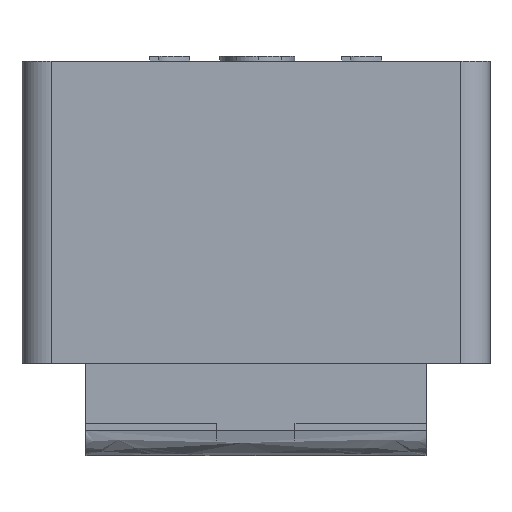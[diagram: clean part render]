
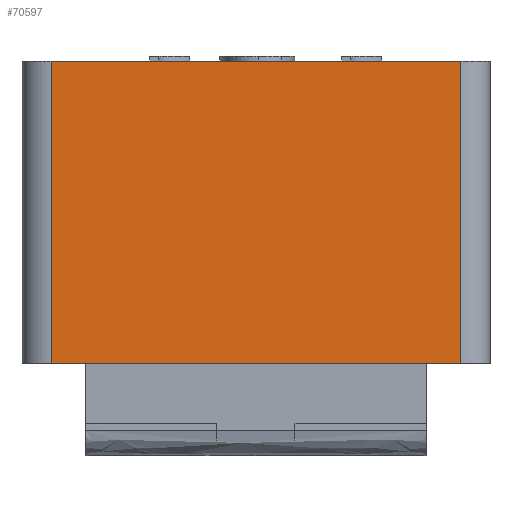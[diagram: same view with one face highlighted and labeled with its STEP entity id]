
A CAD part, left-side view. The second image highlights one B-rep face of the part: STEP entity #70597.
In plain terms, the highlighted free-form (B-spline) face has degree [1, 1] with [2, 2] control points.
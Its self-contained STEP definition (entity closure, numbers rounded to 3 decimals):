
#70255=CARTESIAN_POINT('',(-2.4,-2.1,0.05));
#70256=VERTEX_POINT('',#70255);
#70302=CARTESIAN_POINT('',(-2.4,2.1,0.05));
#70303=VERTEX_POINT('',#70302);
#70310=CARTESIAN_POINT('',(-2.4,2.1,0.05));
#70311=CARTESIAN_POINT('',(-2.4,-2.1,0.05));
#70312=B_SPLINE_CURVE_WITH_KNOTS('',1,(#70310,#70311),.POLYLINE_FORM.,.F.,.U.,(2,2),(0.063,0.938),.UNSPECIFIED.);
#70313=EDGE_CURVE('',#70303,#70256,#70312,.T.);
#70389=CARTESIAN_POINT('',(-2.4,-2.1,-3.05));
#70390=VERTEX_POINT('',#70389);
#70436=CARTESIAN_POINT('',(-2.4,2.1,-3.05));
#70437=VERTEX_POINT('',#70436);
#70444=CARTESIAN_POINT('',(-2.4,2.1,-3.05));
#70445=CARTESIAN_POINT('',(-2.4,-2.1,-3.05));
#70446=B_SPLINE_CURVE_WITH_KNOTS('',1,(#70444,#70445),.POLYLINE_FORM.,.F.,.U.,(2,2),(0.063,0.938),.UNSPECIFIED.);
#70447=EDGE_CURVE('',#70437,#70390,#70446,.T.);
#70578=CARTESIAN_POINT('',(-2.4,2.4,0.05));
#70579=CARTESIAN_POINT('',(-2.4,2.4,-3.05));
#70580=CARTESIAN_POINT('',(-2.4,-2.4,0.05));
#70581=CARTESIAN_POINT('',(-2.4,-2.4,-3.05));
#70582=B_SPLINE_SURFACE_WITH_KNOTS('',1,1,((#70578,#70579),(#70580,#70581)),.PLANE_SURF.,.F.,.F.,.U.,(2,2),(2,2),(0.,1.),(0.,1.),.UNSPECIFIED.);
#70583=CARTESIAN_POINT('',(-2.4,-2.1,0.05));
#70584=CARTESIAN_POINT('',(-2.4,-2.1,-3.05));
#70585=B_SPLINE_CURVE_WITH_KNOTS('',1,(#70583,#70584),.POLYLINE_FORM.,.F.,.U.,(2,2),(0.,1.),.UNSPECIFIED.);
#70586=EDGE_CURVE('',#70256,#70390,#70585,.T.);
#70587=ORIENTED_EDGE('',*,*,#70586,.T.);
#70588=ORIENTED_EDGE('',*,*,#70447,.F.);
#70589=CARTESIAN_POINT('',(-2.4,2.1,0.05));
#70590=CARTESIAN_POINT('',(-2.4,2.1,-3.05));
#70591=B_SPLINE_CURVE_WITH_KNOTS('',1,(#70589,#70590),.POLYLINE_FORM.,.F.,.U.,(2,2),(0.,1.),.UNSPECIFIED.);
#70592=EDGE_CURVE('',#70303,#70437,#70591,.T.);
#70593=ORIENTED_EDGE('',*,*,#70592,.F.);
#70594=ORIENTED_EDGE('',*,*,#70313,.T.);
#70595=EDGE_LOOP('',(#70587,#70588,#70593,#70594));
#70596=FACE_OUTER_BOUND('',#70595,.F.);
#70597=ADVANCED_FACE('',(#70596),#70582,.F.);
